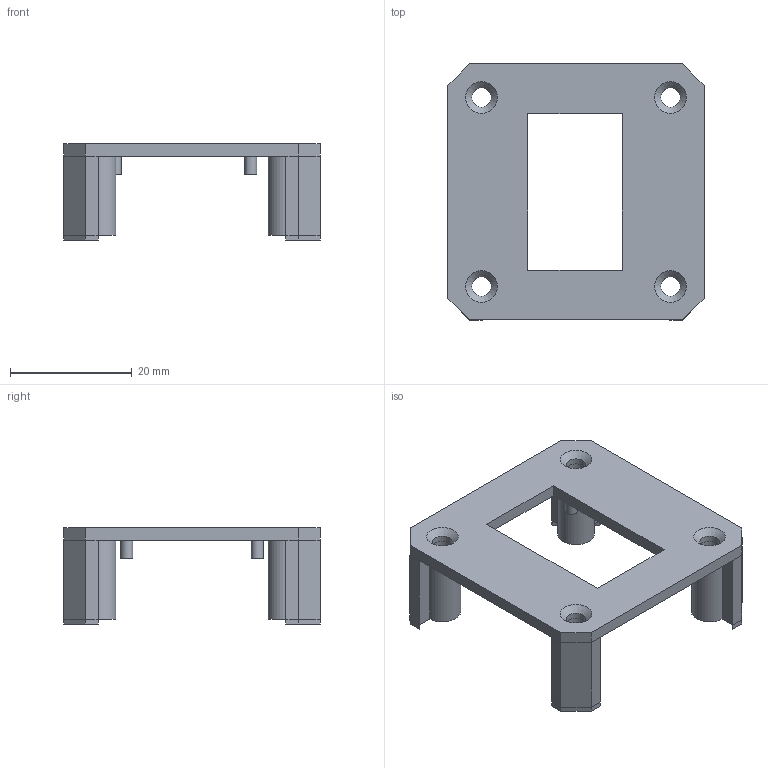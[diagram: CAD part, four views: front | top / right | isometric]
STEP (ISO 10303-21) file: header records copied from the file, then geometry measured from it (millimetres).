
FILE_DESCRIPTION(('FreeCAD Model'),'2;1');
FILE_NAME('Open CASCADE Shape Model','2025-06-27T19:51:14',('Author'),( ''),'Open CASCADE STEP processor 7.8','FreeCAD','Unknown');
FILE_SCHEMA(('AUTOMOTIVE_DESIGN { 1 0 10303 214 1 1 1 1 }'));
Length unit declared in the file: millimetre
Products named in the file (6): with_lcd; frame; Cylinder; Cylinder001; Cylinder002; Cylinder003
Assembly tree (5 placements, depth 2):
  with_lcd
    frame
    Cylinder
    Cylinder001
    Cylinder002
    Cylinder003
Bounding box: 42 x 42 x 15.8 mm (x, y, z)
Volume: 4632.8 mm3; surface area: 5303.5 mm2
Topology: 5 solids, 5 shells, 94 faces, 207 edges, 123 vertices
Faces by surface type: plane 74, cylinder 16, cone 4
Full cylindrical faces by diameter (mm): 2 x4, 3.2 x8
Entity records: 2618 total; most frequent: DIRECTION 442, CARTESIAN_POINT 430, ORIENTED_EDGE 414, EDGE_CURVE 207, LINE 172, VECTOR 172, AXIS2_PLACEMENT_3D 135, VERTEX_POINT 123
